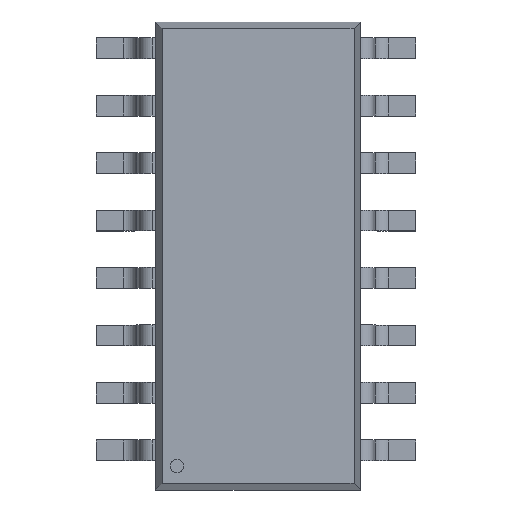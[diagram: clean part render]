
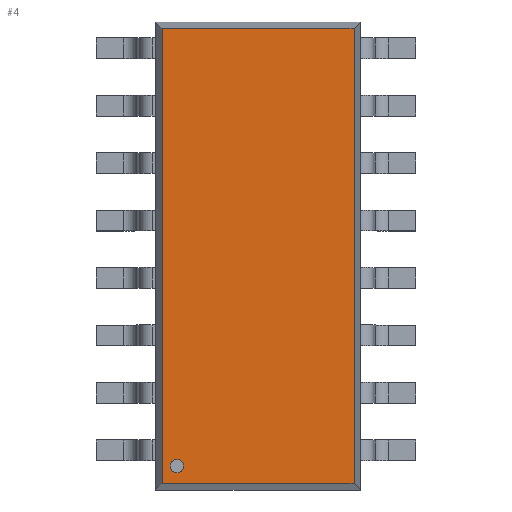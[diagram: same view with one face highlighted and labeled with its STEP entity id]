
A CAD part, top view. The second image highlights one B-rep face of the part: STEP entity #4.
In plain terms, the highlighted planar face has unit normal (0, 0, 1).
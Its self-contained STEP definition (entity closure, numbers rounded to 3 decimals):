
#2 = ORIENTED_EDGE ( 'NONE', *, *, #868, .F. ) ;
#3 = EDGE_LOOP ( 'NONE', ( #2, #821 ) ) ;
#4 = ADVANCED_FACE ( 'NONE', ( #2511, #2510 ), #2495, .F. ) ;
#821 = ORIENTED_EDGE ( 'NONE', *, *, #967, .F. ) ;
#823 = ORIENTED_EDGE ( 'NONE', *, *, #839, .T. ) ;
#825 = ORIENTED_EDGE ( 'NONE', *, *, #826, .T. ) ;
#826 = EDGE_CURVE ( 'NONE', #867, #836, #4653, .T. ) ;
#834 = EDGE_LOOP ( 'NONE', ( #851, #825, #823, #858 ) ) ;
#836 = VERTEX_POINT ( 'NONE', #4699 ) ;
#839 = EDGE_CURVE ( 'NONE', #836, #840, #4697, .T. ) ;
#840 = VERTEX_POINT ( 'NONE', #4693 ) ;
#850 = EDGE_CURVE ( 'NONE', #861, #867, #4766, .T. ) ;
#851 = ORIENTED_EDGE ( 'NONE', *, *, #850, .T. ) ;
#853 = EDGE_CURVE ( 'NONE', #840, #861, #4761, .T. ) ;
#858 = ORIENTED_EDGE ( 'NONE', *, *, #853, .T. ) ;
#861 = VERTEX_POINT ( 'NONE', #4795 ) ;
#867 = VERTEX_POINT ( 'NONE', #4785 ) ;
#868 = EDGE_CURVE ( 'NONE', #970, #968, #4784, .T. ) ;
#967 = EDGE_CURVE ( 'NONE', #968, #970, #5131, .T. ) ;
#968 = VERTEX_POINT ( 'NONE', #5126 ) ;
#970 = VERTEX_POINT ( 'NONE', #5125 ) ;
#2494 = AXIS2_PLACEMENT_3D ( 'NONE', #2544, #2543, #2542 ) ;
#2495 = PLANE ( 'NONE',  #2494 ) ;
#2510 = FACE_OUTER_BOUND ( 'NONE', #834, .T. ) ;
#2511 = FACE_BOUND ( 'NONE', #3, .T. ) ;
#2542 = DIRECTION ( 'NONE',  ( -1., 0., 0. ) ) ;
#2543 = DIRECTION ( 'NONE',  ( 0., 0., -1. ) ) ;
#2544 = CARTESIAN_POINT ( 'NONE',  ( 0., 0., 1.53 ) ) ;
#4650 = DIRECTION ( 'NONE',  ( -1., 0., 0. ) ) ;
#4651 = VECTOR ( 'NONE', #4650, 1000. ) ;
#4652 = CARTESIAN_POINT ( 'NONE',  ( 0., 8.837, 1.53 ) ) ;
#4653 = LINE ( 'NONE', #4652, #4651 ) ;
#4693 = CARTESIAN_POINT ( 'NONE',  ( 0.123, 0.123, 1.53 ) ) ;
#4694 = DIRECTION ( 'NONE',  ( 0., -1., 0. ) ) ;
#4695 = VECTOR ( 'NONE', #4694, 1000. ) ;
#4696 = CARTESIAN_POINT ( 'NONE',  ( 0.123, 0., 1.53 ) ) ;
#4697 = LINE ( 'NONE', #4696, #4695 ) ;
#4699 = CARTESIAN_POINT ( 'NONE',  ( 0.123, 8.837, 1.53 ) ) ;
#4758 = DIRECTION ( 'NONE',  ( 1., 0., 0. ) ) ;
#4759 = VECTOR ( 'NONE', #4758, 1000. ) ;
#4760 = CARTESIAN_POINT ( 'NONE',  ( 0., 0.123, 1.53 ) ) ;
#4761 = LINE ( 'NONE', #4760, #4759 ) ;
#4763 = DIRECTION ( 'NONE',  ( 0., 1., 0. ) ) ;
#4764 = VECTOR ( 'NONE', #4763, 1000. ) ;
#4765 = CARTESIAN_POINT ( 'NONE',  ( 3.797, 0., 1.53 ) ) ;
#4766 = LINE ( 'NONE', #4765, #4764 ) ;
#4780 = DIRECTION ( 'NONE',  ( 1., 0., 0. ) ) ;
#4781 = DIRECTION ( 'NONE',  ( 0., 0., 1. ) ) ;
#4782 = CARTESIAN_POINT ( 'NONE',  ( 0.405, 0.456, 1.53 ) ) ;
#4783 = AXIS2_PLACEMENT_3D ( 'NONE', #4782, #4781, #4780 ) ;
#4784 = CIRCLE ( 'NONE', #4783, 0.127 ) ;
#4785 = CARTESIAN_POINT ( 'NONE',  ( 3.797, 8.837, 1.53 ) ) ;
#4795 = CARTESIAN_POINT ( 'NONE',  ( 3.797, 0.123, 1.53 ) ) ;
#5125 = CARTESIAN_POINT ( 'NONE',  ( 0.532, 0.456, 1.53 ) ) ;
#5126 = CARTESIAN_POINT ( 'NONE',  ( 0.277, 0.456, 1.53 ) ) ;
#5127 = DIRECTION ( 'NONE',  ( 1., 0., 0. ) ) ;
#5128 = DIRECTION ( 'NONE',  ( 0., 0., 1. ) ) ;
#5129 = CARTESIAN_POINT ( 'NONE',  ( 0.405, 0.456, 1.53 ) ) ;
#5130 = AXIS2_PLACEMENT_3D ( 'NONE', #5129, #5128, #5127 ) ;
#5131 = CIRCLE ( 'NONE', #5130, 0.127 ) ;
